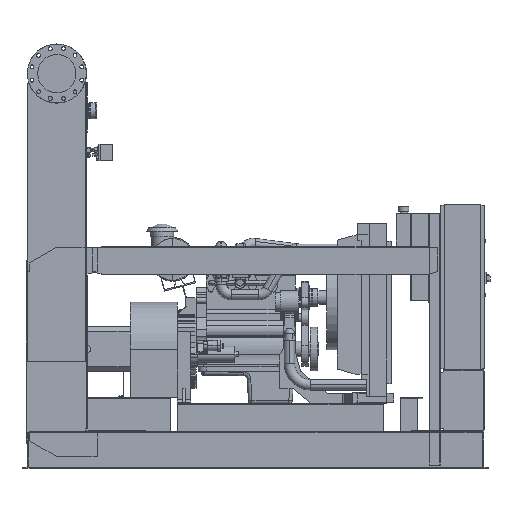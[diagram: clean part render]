
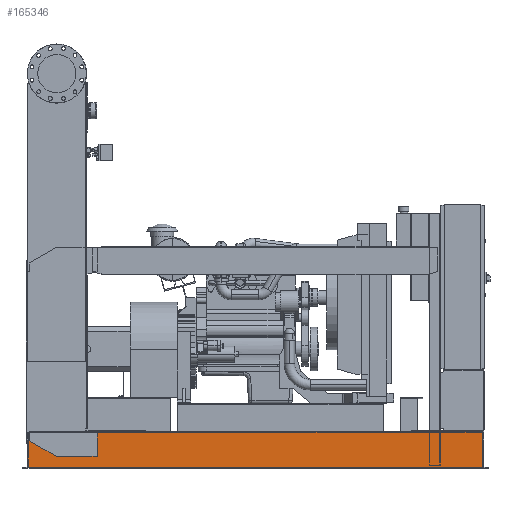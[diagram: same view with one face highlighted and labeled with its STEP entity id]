
A CAD part, front view. The second image highlights one B-rep face of the part: STEP entity #165346.
In plain terms, the highlighted free-form (B-spline) face has degree [1, 1] with [2, 2] control points.
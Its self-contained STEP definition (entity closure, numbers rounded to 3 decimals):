
#160287=CARTESIAN_POINT('',(-158.0,-738.5,202.));
#160288=VERTEX_POINT('',#160287);
#160295=CARTESIAN_POINT('',(-158.0,-738.5,208.));
#160296=VERTEX_POINT('',#160295);
#160297=CARTESIAN_POINT('',(-158.0,-738.5,202.));
#160298=DIRECTION('',(0.0,0.0,1.0));
#160299=VECTOR('',#160298,6.);
#160300=LINE('',#160297,#160299);
#160301=EDGE_CURVE('',#160288,#160296,#160300,.T.);
#163620=CARTESIAN_POINT('',(2436.0,-738.5,208.));
#163621=VERTEX_POINT('',#163620);
#163622=CARTESIAN_POINT('',(-158.0,-738.5,208.));
#163623=DIRECTION('',(1.0,0.0,0.0));
#163624=VECTOR('',#163623,2594.0);
#163625=LINE('',#163622,#163624);
#163626=EDGE_CURVE('',#160296,#163621,#163625,.T.);
#164923=CARTESIAN_POINT('',(2444.0,-738.5,202.));
#164924=VERTEX_POINT('',#164923);
#164931=CARTESIAN_POINT('',(2444.0,-738.5,112.689));
#164932=VERTEX_POINT('',#164931);
#164933=CARTESIAN_POINT('',(2444.0,-738.5,112.689));
#164934=DIRECTION('',(0.0,0.0,1.0));
#164935=VECTOR('',#164934,89.311);
#164936=LINE('',#164933,#164935);
#164937=EDGE_CURVE('',#164932,#164924,#164936,.T.);
#165260=CARTESIAN_POINT('',(-166.0,-738.5,3.));
#165261=CARTESIAN_POINT('',(-166.0,-738.5,208.));
#165262=CARTESIAN_POINT('',(2444.0,-738.5,3.));
#165263=CARTESIAN_POINT('',(2444.0,-738.5,208.));
#165264=B_SPLINE_SURFACE_WITH_KNOTS('',1,1,((#165260,#165262),(#165261,#165263)),.UNSPECIFIED.,.F.,.F.,.U.,(2,2),(2,2),(0.0,205.),(0.0,2610.0),.UNSPECIFIED.);
#165265=CARTESIAN_POINT('',(2444.0,-738.5,6.));
#165266=VERTEX_POINT('',#165265);
#165267=CARTESIAN_POINT('',(2444.0,-738.5,6.));
#165268=DIRECTION('',(0.0,0.0,1.0));
#165269=VECTOR('',#165268,106.689);
#165270=LINE('',#165267,#165269);
#165271=EDGE_CURVE('',#165266,#164932,#165270,.T.);
#165272=ORIENTED_EDGE('',*,*,#165271,.T.);
#165273=ORIENTED_EDGE('',*,*,#164937,.T.);
#165274=CARTESIAN_POINT('',(2436.0,-738.5,202.));
#165275=VERTEX_POINT('',#165274);
#165276=CARTESIAN_POINT('',(2444.0,-738.5,202.));
#165277=DIRECTION('',(-1.0,0.0,0.0));
#165278=VECTOR('',#165277,8.0);
#165279=LINE('',#165276,#165278);
#165280=EDGE_CURVE('',#164924,#165275,#165279,.T.);
#165281=ORIENTED_EDGE('',*,*,#165280,.T.);
#165282=CARTESIAN_POINT('',(2436.0,-738.5,208.));
#165283=DIRECTION('',(0.0,0.0,-1.0));
#165284=VECTOR('',#165283,6.);
#165285=LINE('',#165282,#165284);
#165286=EDGE_CURVE('',#163621,#165275,#165285,.T.);
#165287=ORIENTED_EDGE('',*,*,#165286,.F.);
#165288=ORIENTED_EDGE('',*,*,#163626,.F.);
#165289=ORIENTED_EDGE('',*,*,#160301,.F.);
#165290=CARTESIAN_POINT('',(-166.0,-738.5,202.));
#165291=VERTEX_POINT('',#165290);
#165292=CARTESIAN_POINT('',(-158.0,-738.5,202.));
#165293=DIRECTION('',(-1.0,0.0,0.0));
#165294=VECTOR('',#165293,8.0);
#165295=LINE('',#165292,#165294);
#165296=EDGE_CURVE('',#160288,#165291,#165295,.T.);
#165297=ORIENTED_EDGE('',*,*,#165296,.T.);
#165298=CARTESIAN_POINT('',(-166.0,-738.5,6.));
#165299=VERTEX_POINT('',#165298);
#165300=CARTESIAN_POINT('',(-166.0,-738.5,202.));
#165301=DIRECTION('',(0.0,0.0,-1.0));
#165302=VECTOR('',#165301,196.);
#165303=LINE('',#165300,#165302);
#165304=EDGE_CURVE('',#165291,#165299,#165303,.T.);
#165305=ORIENTED_EDGE('',*,*,#165304,.T.);
#165306=CARTESIAN_POINT('',(-158.0,-738.5,6.));
#165307=VERTEX_POINT('',#165306);
#165308=CARTESIAN_POINT('',(-166.0,-738.5,6.));
#165309=DIRECTION('',(1.0,0.0,0.0));
#165310=VECTOR('',#165309,8.0);
#165311=LINE('',#165308,#165310);
#165312=EDGE_CURVE('',#165299,#165307,#165311,.T.);
#165313=ORIENTED_EDGE('',*,*,#165312,.T.);
#165314=CARTESIAN_POINT('',(-158.0,-738.5,3.));
#165315=VERTEX_POINT('',#165314);
#165316=CARTESIAN_POINT('',(-158.0,-738.5,3.));
#165317=DIRECTION('',(0.0,0.0,1.0));
#165318=VECTOR('',#165317,3.);
#165319=LINE('',#165316,#165318);
#165320=EDGE_CURVE('',#165315,#165307,#165319,.T.);
#165321=ORIENTED_EDGE('',*,*,#165320,.F.);
#165322=CARTESIAN_POINT('',(2436.0,-738.5,3.));
#165323=VERTEX_POINT('',#165322);
#165324=CARTESIAN_POINT('',(2436.0,-738.5,3.));
#165325=DIRECTION('',(-1.0,0.0,0.0));
#165326=VECTOR('',#165325,2594.0);
#165327=LINE('',#165324,#165326);
#165328=EDGE_CURVE('',#165323,#165315,#165327,.T.);
#165329=ORIENTED_EDGE('',*,*,#165328,.F.);
#165330=CARTESIAN_POINT('',(2436.0,-738.5,6.));
#165331=VERTEX_POINT('',#165330);
#165332=CARTESIAN_POINT('',(2436.0,-738.5,6.));
#165333=DIRECTION('',(0.0,0.0,-1.0));
#165334=VECTOR('',#165333,3.);
#165335=LINE('',#165332,#165334);
#165336=EDGE_CURVE('',#165331,#165323,#165335,.T.);
#165337=ORIENTED_EDGE('',*,*,#165336,.F.);
#165338=CARTESIAN_POINT('',(2436.0,-738.5,6.));
#165339=DIRECTION('',(1.0,0.0,0.0));
#165340=VECTOR('',#165339,8.0);
#165341=LINE('',#165338,#165340);
#165342=EDGE_CURVE('',#165331,#165266,#165341,.T.);
#165343=ORIENTED_EDGE('',*,*,#165342,.T.);
#165344=EDGE_LOOP('',(#165272,#165273,#165281,#165287,#165288,#165289,#165297,#165305,#165313,#165321,#165329,#165337,#165343));
#165345=FACE_OUTER_BOUND('',#165344,.T.);
#165346=ADVANCED_FACE('',(#165345),#165264,.F.);
